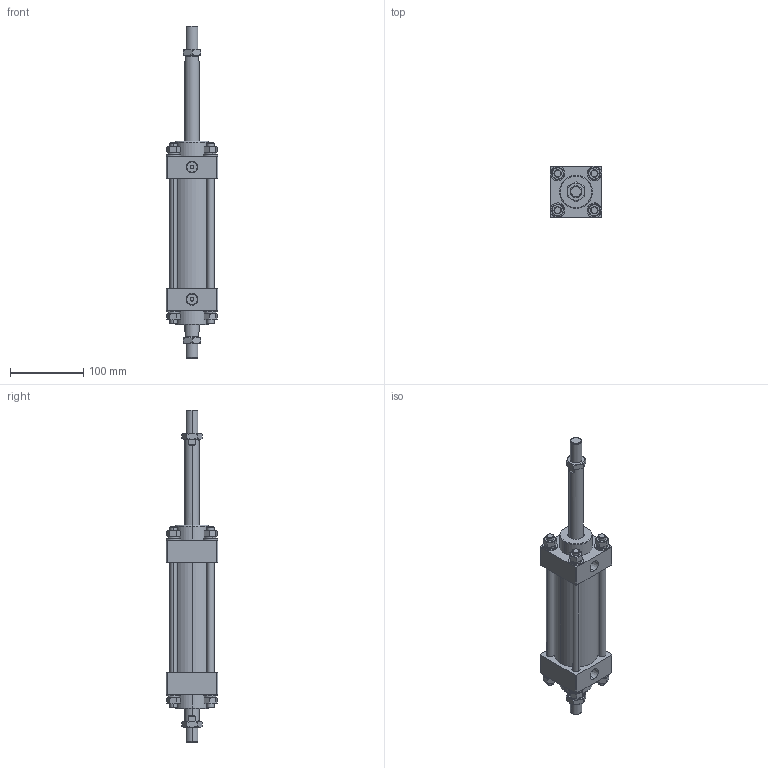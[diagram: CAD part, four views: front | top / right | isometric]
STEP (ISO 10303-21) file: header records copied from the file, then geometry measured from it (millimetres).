
FILE_DESCRIPTION (( 'STEP AP203' ), '1' );
FILE_NAME ('MOD-50-20-100.STEP', '2021-04-28T02:31:49', ( '微软用户' ), ( '微软中国' ), 'SwSTEP 2.0', 'SolidWorks 2012', '' );
FILE_SCHEMA (( 'CONFIG_CONTROL_DESIGN' ));
Length unit declared in the file: millimetre
Products named in the file (9): hex thin nuts grades ab gb_GB_FASTENER_NUT_STNABTT M16X1.5-N; hex nuts, style 1-grades ab gb_GB_FASTENER_NUT_SNAB1 M10-N; spring lock washers--normal type gb_GB_FASTENER_WASHER_SW 10; plain washers--product grade c gb_GB_FASTENER_WASHER_SMWC 10; MOD-50-20-100嶺裝; MOD-50-20-100活塞杆; MOB-50-20-100掛极; MOB-50-20-100前盖; MOD-50-20-100
Assembly tree (34 placements, depth 2):
  MOD-50-20-100
    MOB-50-20-100前盖  x2
    MOB-50-20-100掛极
    MOD-50-20-100活塞杆
    MOD-50-20-100嶺裝  x4
    plain washers--product grade c gb_GB_FASTENER_WASHER_SMWC 10  x8
    spring lock washers--normal type gb_GB_FASTENER_WASHER_SW 10  x8
    hex nuts, style 1-grades ab gb_GB_FASTENER_NUT_SNAB1 M10-N  x8
    hex thin nuts grades ab gb_GB_FASTENER_NUT_STNABTT M16X1.5-N  x2
Bounding box: 70 x 70 x 452 mm (x, y, z)
Volume: 688123.8 mm3; surface area: 199794.3 mm2
Topology: 34 solids, 34 shells, 490 faces, 1086 edges, 680 vertices
Faces by surface type: plane 176, cylinder 174, cone 124, torus 16
Entity records: 6639 total; most frequent: CARTESIAN_POINT 1172, DIRECTION 896, ORIENTED_EDGE 724, AXIS2_PLACEMENT_3D 380, EDGE_CURVE 362, VERTEX_POINT 226, EDGE_LOOP 194, CIRCLE 180
